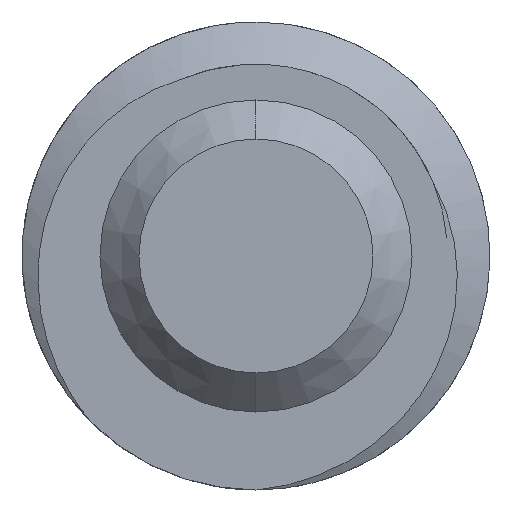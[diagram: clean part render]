
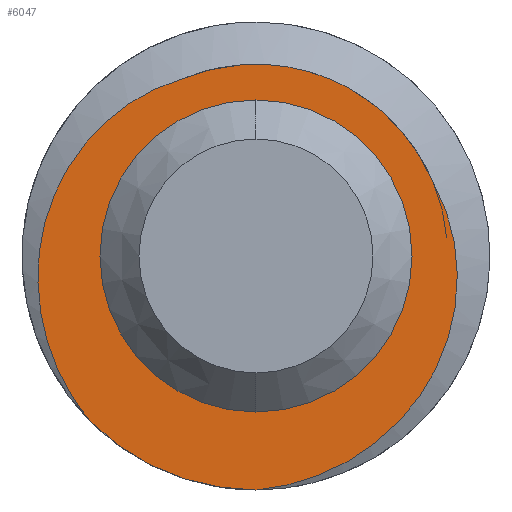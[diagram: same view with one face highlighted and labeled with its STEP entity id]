
A CAD part, left-side view. The second image highlights one B-rep face of the part: STEP entity #6047.
In plain terms, the highlighted planar face has unit normal (-1, 0, 0).
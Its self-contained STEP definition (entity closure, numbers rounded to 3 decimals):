
#257 = EDGE_LOOP ( 'NONE', ( #3599, #2198 ) ) ;
#530 = CARTESIAN_POINT ( 'NONE',  ( 4., -0.791, 2.333 ) ) ;
#601 = CARTESIAN_POINT ( 'NONE',  ( 4., -0.635, 2.381 ) ) ;
#688 = CARTESIAN_POINT ( 'NONE',  ( 4., -2.536, -0.805 ) ) ;
#726 = CARTESIAN_POINT ( 'NONE',  ( 4., -2.272, 0.941 ) ) ;
#762 = B_SPLINE_CURVE_WITH_KNOTS ( 'NONE', 3,
 ( #3387, #1710, #3281, #2871, #1267, #5367, #2836, #2907, #1744, #4892, #3352, #688, #5508, #2289, #4417, #4998, #5440, #726 ),
 .UNSPECIFIED., .F., .F.,
 ( 4, 2, 2, 2, 2, 2, 2, 2, 4 ),
 ( 0., 0.001, 0.001, 0.002, 0.003, 0.003, 0.004, 0.005, 0.005 ),
 .UNSPECIFIED. ) ;
#774 = CARTESIAN_POINT ( 'NONE',  ( 4., 0., 0. ) ) ;
#856 = EDGE_LOOP ( 'NONE', ( #2242, #2173, #4471, #6293 ) ) ;
#891 = CARTESIAN_POINT ( 'NONE',  ( 4., 2.121, -2.121 ) ) ;
#949 = CARTESIAN_POINT ( 'NONE',  ( 4., 0., -2. ) ) ;
#1002 = CARTESIAN_POINT ( 'NONE',  ( 4., 0., 2. ) ) ;
#1015 = PLANE ( 'NONE',  #2332 ) ;
#1047 = CARTESIAN_POINT ( 'NONE',  ( 4., -1.624, 1.853 ) ) ;
#1077 = DIRECTION ( 'NONE',  ( 0., 0., -1. ) ) ;
#1267 = CARTESIAN_POINT ( 'NONE',  ( 4., -1.076, -2.697 ) ) ;
#1395 = CARTESIAN_POINT ( 'NONE',  ( 4., 0.941, 2.272 ) ) ;
#1425 = CARTESIAN_POINT ( 'NONE',  ( 4., 2.668, -1.148 ) ) ;
#1521 = CARTESIAN_POINT ( 'NONE',  ( 4., -1.964, 1.514 ) ) ;
#1523 = EDGE_CURVE ( 'NONE', #4332, #5451, #3877, .T. ) ;
#1619 = CARTESIAN_POINT ( 'NONE',  ( 4., -1.498, 1.957 ) ) ;
#1674 = AXIS2_PLACEMENT_3D ( 'NONE', #2811, #4903, #2299 ) ;
#1710 = CARTESIAN_POINT ( 'NONE',  ( 4., -0.226, -2.98 ) ) ;
#1744 = CARTESIAN_POINT ( 'NONE',  ( 4., -2.089, -1.828 ) ) ;
#1937 = CARTESIAN_POINT ( 'NONE',  ( 4., 1.746, 1.882 ) ) ;
#1970 = CARTESIAN_POINT ( 'NONE',  ( 4., 2.59, -1.363 ) ) ;
#2031 = CARTESIAN_POINT ( 'NONE',  ( 4., 0.324, 2.443 ) ) ;
#2097 = CARTESIAN_POINT ( 'NONE',  ( 4., 0.637, 2.38 ) ) ;
#2173 = ORIENTED_EDGE ( 'NONE', *, *, #1523, .T. ) ;
#2198 = ORIENTED_EDGE ( 'NONE', *, *, #5304, .F. ) ;
#2216 = CIRCLE ( 'NONE', #2879, 2. ) ;
#2242 = ORIENTED_EDGE ( 'NONE', *, *, #3871, .T. ) ;
#2289 = CARTESIAN_POINT ( 'NONE',  ( 4., -2.587, -0.131 ) ) ;
#2299 = DIRECTION ( 'NONE',  ( 0., 0., 1. ) ) ;
#2332 = AXIS2_PLACEMENT_3D ( 'NONE', #5237, #4665, #1077 ) ;
#2511 = CARTESIAN_POINT ( 'NONE',  ( 4., 2.228, 1.41 ) ) ;
#2538 = FACE_BOUND ( 'NONE', #257, .T. ) ;
#2605 = CARTESIAN_POINT ( 'NONE',  ( 4., 0.791, 2.334 ) ) ;
#2811 = CARTESIAN_POINT ( 'NONE',  ( 4., 0., 0. ) ) ;
#2836 = CARTESIAN_POINT ( 'NONE',  ( 4., -1.633, -2.322 ) ) ;
#2871 = CARTESIAN_POINT ( 'NONE',  ( 4., -0.869, -2.794 ) ) ;
#2879 = AXIS2_PLACEMENT_3D ( 'NONE', #3363, #6537, #6469 ) ;
#2907 = CARTESIAN_POINT ( 'NONE',  ( 4., -1.951, -2.003 ) ) ;
#2984 = CIRCLE ( 'NONE', #1674, 2. ) ;
#2998 = CARTESIAN_POINT ( 'NONE',  ( 4., 1.159, 2.209 ) ) ;
#3029 = CARTESIAN_POINT ( 'NONE',  ( 4., 1.363, 2.119 ) ) ;
#3158 = CARTESIAN_POINT ( 'NONE',  ( 4., -2.272, 0.941 ) ) ;
#3281 = CARTESIAN_POINT ( 'NONE',  ( 4., -0.444, -2.935 ) ) ;
#3352 = CARTESIAN_POINT ( 'NONE',  ( 4., -2.41, -1.234 ) ) ;
#3363 = CARTESIAN_POINT ( 'NONE',  ( 4., 0., 0. ) ) ;
#3387 = CARTESIAN_POINT ( 'NONE',  ( 4., 0., -3. ) ) ;
#3450 = CARTESIAN_POINT ( 'NONE',  ( 4., 2.389, -1.761 ) ) ;
#3490 = CARTESIAN_POINT ( 'NONE',  ( 4., 2.121, -2.121 ) ) ;
#3530 = AXIS2_PLACEMENT_3D ( 'NONE', #774, #5928, #4938 ) ;
#3579 = CARTESIAN_POINT ( 'NONE',  ( 4., 2.797, -0.489 ) ) ;
#3599 = ORIENTED_EDGE ( 'NONE', *, *, #5335, .F. ) ;
#3871 = EDGE_CURVE ( 'NONE', #5380, #4332, #762, .T. ) ;
#3877 = B_SPLINE_CURVE_WITH_KNOTS ( 'NONE', 3,
 ( #3158, #4090, #1521, #1047, #1619, #4192, #4123, #530, #601, #5760, #6230, #4154, #2031, #2097, #2605, #4632 ),
 .UNSPECIFIED., .F., .F.,
 ( 4, 2, 2, 2, 2, 2, 2, 4 ),
 ( 0., 0.001, 0.001, 0.002, 0.002, 0.003, 0.003, 0.004 ),
 .UNSPECIFIED. ) ;
#4049 = VERTEX_POINT ( 'NONE', #3490 ) ;
#4090 = CARTESIAN_POINT ( 'NONE',  ( 4., -2.147, 1.241 ) ) ;
#4123 = CARTESIAN_POINT ( 'NONE',  ( 4., -1.088, 2.211 ) ) ;
#4154 = CARTESIAN_POINT ( 'NONE',  ( 4., 0.162, 2.459 ) ) ;
#4192 = CARTESIAN_POINT ( 'NONE',  ( 4., -1.229, 2.135 ) ) ;
#4332 = VERTEX_POINT ( 'NONE', #6433 ) ;
#4417 = CARTESIAN_POINT ( 'NONE',  ( 4., -2.567, 0.091 ) ) ;
#4471 = ORIENTED_EDGE ( 'NONE', *, *, #4881, .T. ) ;
#4498 = B_SPLINE_CURVE_WITH_KNOTS ( 'NONE', 3,
 ( #1395, #2998, #3029, #1937, #6044, #2511, #6586, #6138, #6615, #5056, #6642, #3579, #4570, #1425, #1970, #3450, #5659, #891 ),
 .UNSPECIFIED., .F., .F.,
 ( 4, 2, 2, 2, 2, 2, 2, 2, 4 ),
 ( 0., 0.001, 0.001, 0.002, 0.003, 0.003, 0.004, 0.005, 0.005 ),
 .UNSPECIFIED. ) ;
#4533 = VERTEX_POINT ( 'NONE', #1002 ) ;
#4570 = CARTESIAN_POINT ( 'NONE',  ( 4., 2.771, -0.712 ) ) ;
#4632 = CARTESIAN_POINT ( 'NONE',  ( 4., 0.941, 2.272 ) ) ;
#4665 = DIRECTION ( 'NONE',  ( 1., 0., 0. ) ) ;
#4881 = EDGE_CURVE ( 'NONE', #5451, #4049, #4498, .T. ) ;
#4892 = CARTESIAN_POINT ( 'NONE',  ( 4., -2.318, -1.443 ) ) ;
#4903 = DIRECTION ( 'NONE',  ( -1., 0., 0. ) ) ;
#4938 = DIRECTION ( 'NONE',  ( 0., 0., 1. ) ) ;
#4998 = CARTESIAN_POINT ( 'NONE',  ( 4., -2.463, 0.532 ) ) ;
#5056 = CARTESIAN_POINT ( 'NONE',  ( 4., 2.769, 0.185 ) ) ;
#5158 = CIRCLE ( 'NONE', #3530, 3. ) ;
#5237 = CARTESIAN_POINT ( 'NONE',  ( 4., 2., 0. ) ) ;
#5278 = EDGE_CURVE ( 'NONE', #4049, #5380, #5158, .T. ) ;
#5304 = EDGE_CURVE ( 'NONE', #6102, #4533, #2984, .T. ) ;
#5335 = EDGE_CURVE ( 'NONE', #4533, #6102, #2216, .T. ) ;
#5367 = CARTESIAN_POINT ( 'NONE',  ( 4., -1.456, -2.462 ) ) ;
#5380 = VERTEX_POINT ( 'NONE', #5520 ) ;
#5440 = CARTESIAN_POINT ( 'NONE',  ( 4., -2.382, 0.743 ) ) ;
#5451 = VERTEX_POINT ( 'NONE', #5963 ) ;
#5508 = CARTESIAN_POINT ( 'NONE',  ( 4., -2.572, -0.58 ) ) ;
#5520 = CARTESIAN_POINT ( 'NONE',  ( 4., 0., -3. ) ) ;
#5659 = CARTESIAN_POINT ( 'NONE',  ( 4., 2.267, -1.948 ) ) ;
#5760 = CARTESIAN_POINT ( 'NONE',  ( 4., -0.32, 2.443 ) ) ;
#5928 = DIRECTION ( 'NONE',  ( -1., 0., 0. ) ) ;
#5963 = CARTESIAN_POINT ( 'NONE',  ( 4., 0.941, 2.272 ) ) ;
#6044 = CARTESIAN_POINT ( 'NONE',  ( 4., 1.921, 1.737 ) ) ;
#6047 = ADVANCED_FACE ( 'NONE', ( #6228, #2538 ), #1015, .F. ) ;
#6102 = VERTEX_POINT ( 'NONE', #949 ) ;
#6138 = CARTESIAN_POINT ( 'NONE',  ( 4., 2.576, 0.832 ) ) ;
#6228 = FACE_OUTER_BOUND ( 'NONE', #856, .T. ) ;
#6230 = CARTESIAN_POINT ( 'NONE',  ( 4., -0.161, 2.459 ) ) ;
#6293 = ORIENTED_EDGE ( 'NONE', *, *, #5278, .T. ) ;
#6433 = CARTESIAN_POINT ( 'NONE',  ( 4., -2.272, 0.941 ) ) ;
#6469 = DIRECTION ( 'NONE',  ( 0., 0., 1. ) ) ;
#6537 = DIRECTION ( 'NONE',  ( -1., 0., 0. ) ) ;
#6586 = CARTESIAN_POINT ( 'NONE',  ( 4., 2.362, 1.225 ) ) ;
#6615 = CARTESIAN_POINT ( 'NONE',  ( 4., 2.659, 0.62 ) ) ;
#6642 = CARTESIAN_POINT ( 'NONE',  ( 4., 2.796, -0.037 ) ) ;
